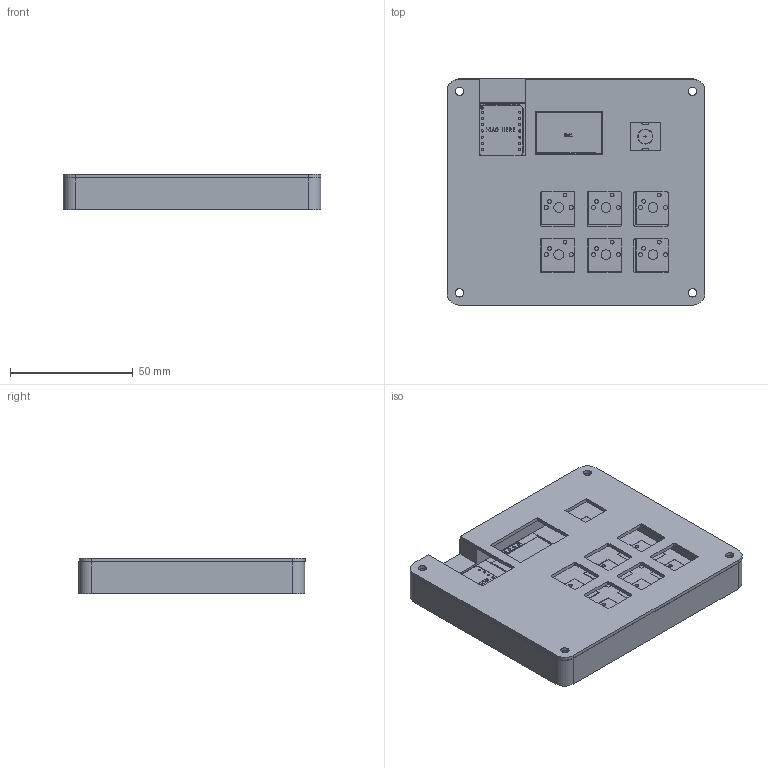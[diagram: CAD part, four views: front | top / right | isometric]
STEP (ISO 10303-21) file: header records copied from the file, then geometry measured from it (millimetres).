
FILE_DESCRIPTION(/* description */ (''),/* implementation_level */ '2;1');
FILE_NAME(/* name */ 'JayPad V1 Assembled.step',/* time_stamp */ '2025-12-17T11:50:04+08:00',/* author */ (''),/* organization */ (''),/* preprocessor_version */ 'ST-DEVELOPER v20.1',/* originating_system */ 'Autodesk Translation Framework v14.21.0.0',/* authorisation */ '');
FILE_SCHEMA (('AUTOMOTIVE_DESIGN { 1 0 10303 214 3 1 1 }'));
Length unit declared in the file: millimetre
Products named in the file (7): 2025-12-17-10-54-03-891; 2025-12-17-02-59-55-346; 2025-12-17-02-59-55-347; 2025-12-17-03-00-05-928; 2025-12-17-03-00-05-929; 2025-12-17-03-00-05-930; 2025-12-17-09-55-15-316
Assembly tree (6 placements, depth 3):
  2025-12-17-10-54-03-891
    2025-12-17-02-59-55-346
      2025-12-17-02-59-55-347
    2025-12-17-03-00-05-928
      2025-12-17-03-00-05-929
      2025-12-17-03-00-05-930
    2025-12-17-09-55-15-316
Bounding box: 105.01 x 92.19 x 14.5 mm (x, y, z)
Volume: 80350.1 mm3; surface area: 56766.5 mm2
Topology: 3 solids, 76 shells, 421 faces, 2359 edges, 2033 vertices
Faces by surface type: plane 199, bspline 121, cylinder 101
Full cylindrical faces by diameter (mm): 0.889 x14, 1 x9, 1.5 x12, 1.7 x12, 3.4 x8, 4 x6, 6 x4
Entity records: 25210 total; most frequent: CARTESIAN_POINT 6883, ORIENTED_EDGE 3337, DIRECTION 3286, EDGE_CURVE 2359, VERTEX_POINT 2033, LINE 1574, VECTOR 1574, AXIS2_PLACEMENT_3D 856
